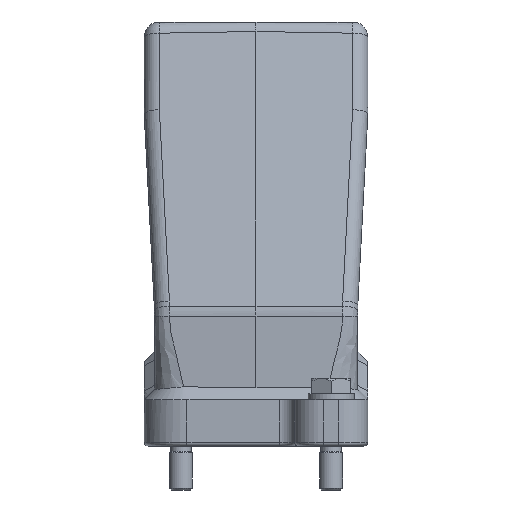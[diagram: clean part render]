
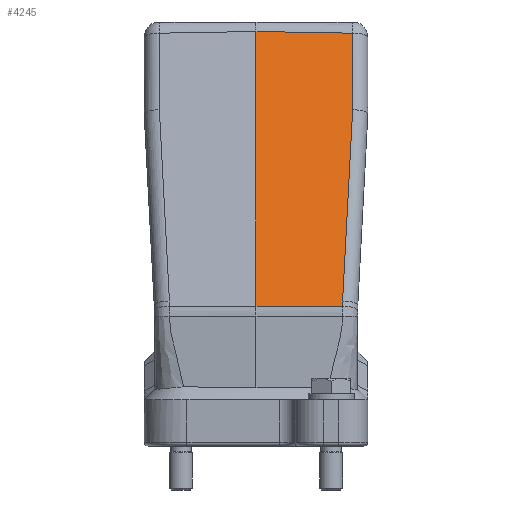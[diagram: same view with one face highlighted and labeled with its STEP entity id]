
A CAD part, left-side view. The second image highlights one B-rep face of the part: STEP entity #4245.
In plain terms, the highlighted planar face has unit normal (-0.966, -0.018, 0.259).
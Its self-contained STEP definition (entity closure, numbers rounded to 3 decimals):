
#4245=ADVANCED_FACE('',(#5008),#4755,.T.);
#4755=PLANE('',#13188);
#5008=FACE_OUTER_BOUND('',#5537,.T.);
#5537=EDGE_LOOP('',(#7957,#7958,#7959,#7960,#7961,#7962));
#6268=LINE('',#18030,#6948);
#6269=LINE('',#18033,#6949);
#6270=LINE('',#18035,#6950);
#6271=LINE('',#18037,#6951);
#6272=LINE('',#18039,#6952);
#6273=LINE('',#18041,#6953);
#6948=VECTOR('',#14487,1.);
#6949=VECTOR('',#14488,1.);
#6950=VECTOR('',#14489,1.);
#6951=VECTOR('',#14490,1.);
#6952=VECTOR('',#14491,1.);
#6953=VECTOR('',#14492,1.);
#7957=ORIENTED_EDGE('',*,*,#11291,.T.);
#7958=ORIENTED_EDGE('',*,*,#11292,.T.);
#7959=ORIENTED_EDGE('',*,*,#11293,.F.);
#7960=ORIENTED_EDGE('',*,*,#11294,.T.);
#7961=ORIENTED_EDGE('',*,*,#11295,.T.);
#7962=ORIENTED_EDGE('',*,*,#11296,.T.);
#10391=VERTEX_POINT('',#18031);
#10392=VERTEX_POINT('',#18032);
#10393=VERTEX_POINT('',#18034);
#10394=VERTEX_POINT('',#18036);
#10395=VERTEX_POINT('',#18038);
#10396=VERTEX_POINT('',#18040);
#11291=EDGE_CURVE('',#10391,#10392,#6268,.T.);
#11292=EDGE_CURVE('',#10392,#10393,#6269,.T.);
#11293=EDGE_CURVE('',#10394,#10393,#6270,.T.);
#11294=EDGE_CURVE('',#10394,#10395,#6271,.T.);
#11295=EDGE_CURVE('',#10395,#10396,#6272,.T.);
#11296=EDGE_CURVE('',#10396,#10391,#6273,.T.);
#13188=AXIS2_PLACEMENT_3D('',#18042,#14493,#14494);
#14487=DIRECTION('',(0.259,0.,0.966));
#14488=DIRECTION('',(-0.013,1.,0.017));
#14489=DIRECTION('',(0.259,0.,0.966));
#14490=DIRECTION('',(0.017,-1.,-0.002));
#14491=DIRECTION('',(0.259,0.,0.966));
#14492=DIRECTION('',(0.259,-0.051,0.964));
#14493=DIRECTION('',(-0.966,-0.017,0.259));
#14494=DIRECTION('',(0.259,0.,0.966));
#18030=CARTESIAN_POINT('',(-54.448,-25.07,91.962));
#18031=CARTESIAN_POINT('',(-60.546,-25.07,69.201));
#18032=CARTESIAN_POINT('',(-55.228,-25.07,89.048));
#18033=CARTESIAN_POINT('',(-55.551,-1.005,89.468));
#18034=CARTESIAN_POINT('',(-55.564,0.,89.486));
#18035=CARTESIAN_POINT('',(-75.,0.,16.95));
#18036=CARTESIAN_POINT('',(-74.659,0.,18.221));
#18037=CARTESIAN_POINT('',(-74.659,0.003,18.221));
#18038=CARTESIAN_POINT('',(-74.267,-22.47,18.17));
#18039=CARTESIAN_POINT('',(-74.187,-22.47,18.468));
#18040=CARTESIAN_POINT('',(-73.887,-22.47,19.59));
#18041=CARTESIAN_POINT('',(-60.796,-25.021,68.273));
#18042=CARTESIAN_POINT('',(-75.,0.,16.95));
